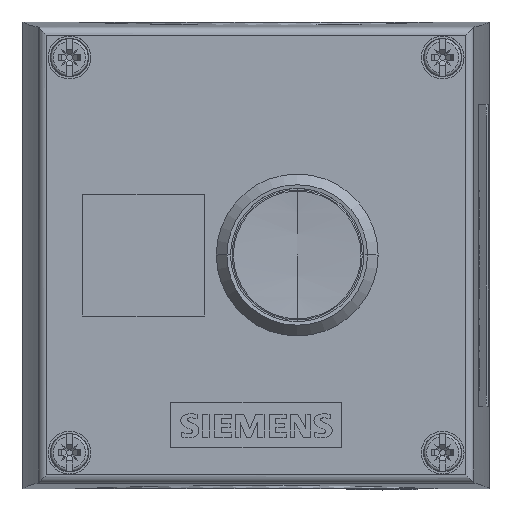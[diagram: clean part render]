
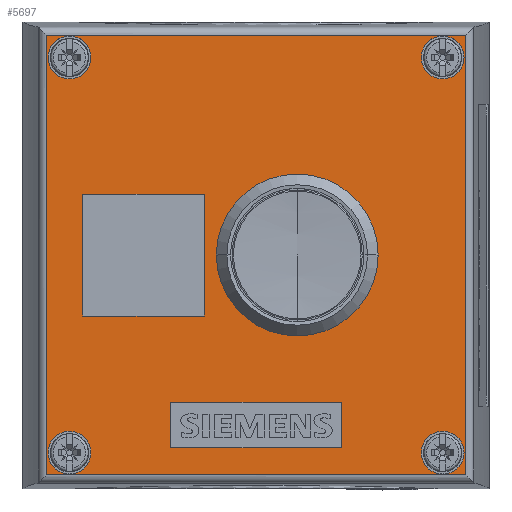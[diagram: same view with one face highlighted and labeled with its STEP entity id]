
A CAD part, top view. The second image highlights one B-rep face of the part: STEP entity #5697.
In plain terms, the highlighted planar face has unit normal (0, 0, 1).
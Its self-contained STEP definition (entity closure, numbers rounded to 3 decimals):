
#5697=ADVANCED_FACE('',(#12536,#12537,#12538,#12539,#12540,#12541,#12542,#12543),#12544,.T.);
#12536=FACE_OUTER_BOUND('',#20171,.T.);
#12537=FACE_BOUND('',#20172,.T.);
#12538=FACE_BOUND('',#20173,.T.);
#12539=FACE_BOUND('',#20174,.T.);
#12540=FACE_BOUND('',#20175,.T.);
#12541=FACE_BOUND('',#20176,.T.);
#12542=FACE_BOUND('',#20177,.T.);
#12543=FACE_BOUND('',#20178,.T.);
#12544=PLANE('',#20179);
#20171=EDGE_LOOP('',(#42736,#42737,#42738,#42739));
#20172=EDGE_LOOP('',(#42740,#42741));
#20173=EDGE_LOOP('',(#42742,#42743));
#20174=EDGE_LOOP('',(#42744,#42745));
#20175=EDGE_LOOP('',(#42746,#42747));
#20176=EDGE_LOOP('',(#42748,#42749,#42750,#42751));
#20177=EDGE_LOOP('',(#42752,#42753,#42754,#42755));
#20178=EDGE_LOOP('',(#42756,#42757));
#20179=AXIS2_PLACEMENT_3D('',#42758,#42759,#42760);
#42736=ORIENTED_EDGE('',*,*,#48617,.T.);
#42737=ORIENTED_EDGE('',*,*,#48613,.F.);
#42738=ORIENTED_EDGE('',*,*,#48620,.F.);
#42739=ORIENTED_EDGE('',*,*,#48621,.F.);
#42740=ORIENTED_EDGE('',*,*,#44886,.T.);
#42741=ORIENTED_EDGE('',*,*,#48171,.T.);
#42742=ORIENTED_EDGE('',*,*,#44881,.T.);
#42743=ORIENTED_EDGE('',*,*,#48175,.T.);
#42744=ORIENTED_EDGE('',*,*,#44876,.T.);
#42745=ORIENTED_EDGE('',*,*,#48179,.T.);
#42746=ORIENTED_EDGE('',*,*,#44871,.T.);
#42747=ORIENTED_EDGE('',*,*,#48183,.T.);
#42748=ORIENTED_EDGE('',*,*,#48564,.T.);
#42749=ORIENTED_EDGE('',*,*,#48573,.T.);
#42750=ORIENTED_EDGE('',*,*,#48570,.T.);
#42751=ORIENTED_EDGE('',*,*,#48567,.T.);
#42752=ORIENTED_EDGE('',*,*,#48599,.T.);
#42753=ORIENTED_EDGE('',*,*,#48607,.T.);
#42754=ORIENTED_EDGE('',*,*,#48605,.T.);
#42755=ORIENTED_EDGE('',*,*,#48602,.T.);
#42756=ORIENTED_EDGE('',*,*,#44866,.T.);
#42757=ORIENTED_EDGE('',*,*,#48609,.T.);
#42758=CARTESIAN_POINT('',(42.537,85.2,64.0));
#42759=DIRECTION('',(0.0,0.0,1.0));
#42760=DIRECTION('',(1.0,0.0,0.0));
#44866=EDGE_CURVE('',#49910,#49914,#49916,.T.);
#44871=EDGE_CURVE('',#49919,#49923,#49925,.T.);
#44876=EDGE_CURVE('',#49928,#49932,#49934,.T.);
#44881=EDGE_CURVE('',#49937,#49941,#49943,.T.);
#44886=EDGE_CURVE('',#49946,#49950,#49952,.T.);
#48171=EDGE_CURVE('',#49950,#49946,#54644,.T.);
#48175=EDGE_CURVE('',#49941,#49937,#54648,.T.);
#48179=EDGE_CURVE('',#49932,#49928,#54652,.T.);
#48183=EDGE_CURVE('',#49923,#49919,#54656,.T.);
#48564=EDGE_CURVE('',#55224,#55222,#55225,.T.);
#48567=EDGE_CURVE('',#55228,#55224,#55229,.T.);
#48570=EDGE_CURVE('',#55232,#55228,#55233,.T.);
#48573=EDGE_CURVE('',#55222,#55232,#55236,.T.);
#48599=EDGE_CURVE('',#55272,#55274,#55276,.T.);
#48602=EDGE_CURVE('',#55278,#55272,#55280,.T.);
#48605=EDGE_CURVE('',#55282,#55278,#55284,.T.);
#48607=EDGE_CURVE('',#55274,#55282,#55286,.T.);
#48609=EDGE_CURVE('',#49914,#49910,#55288,.T.);
#48613=EDGE_CURVE('',#55292,#55294,#55295,.T.);
#48617=EDGE_CURVE('',#55299,#55294,#55300,.T.);
#48620=EDGE_CURVE('',#55303,#55292,#55304,.T.);
#48621=EDGE_CURVE('',#55299,#55303,#55305,.T.);
#49910=VERTEX_POINT('',#58000);
#49914=VERTEX_POINT('',#58038);
#49916=CIRCLE('',#58041,11.25);
#49919=VERTEX_POINT('',#58044);
#49923=VERTEX_POINT('',#58049);
#49925=CIRCLE('',#58052,3.9);
#49928=VERTEX_POINT('',#58055);
#49932=VERTEX_POINT('',#58060);
#49934=CIRCLE('',#58063,3.9);
#49937=VERTEX_POINT('',#58066);
#49941=VERTEX_POINT('',#58071);
#49943=CIRCLE('',#58074,3.9);
#49946=VERTEX_POINT('',#58077);
#49950=VERTEX_POINT('',#58082);
#49952=CIRCLE('',#58085,3.9);
#54644=CIRCLE('',#65469,3.9);
#54648=CIRCLE('',#65473,3.9);
#54652=CIRCLE('',#65477,3.9);
#54656=CIRCLE('',#65481,3.9);
#55222=VERTEX_POINT('',#66256);
#55224=VERTEX_POINT('',#66259);
#55225=LINE('',#66260,#66261);
#55228=VERTEX_POINT('',#66265);
#55229=LINE('',#66266,#66267);
#55232=VERTEX_POINT('',#66271);
#55233=LINE('',#66272,#66273);
#55236=LINE('',#66277,#66278);
#55272=VERTEX_POINT('',#66328);
#55274=VERTEX_POINT('',#66331);
#55276=LINE('',#66334,#66335);
#55278=VERTEX_POINT('',#66337);
#55280=LINE('',#66340,#66341);
#55282=VERTEX_POINT('',#66343);
#55284=LINE('',#66346,#66347);
#55286=LINE('',#66349,#66350);
#55288=CIRCLE('',#66352,11.25);
#55292=VERTEX_POINT('',#66359);
#55294=VERTEX_POINT('',#66361);
#55295=LINE('',#66362,#66363);
#55299=VERTEX_POINT('',#66367);
#55300=LINE('',#66368,#66369);
#55303=VERTEX_POINT('',#66372);
#55304=LINE('',#66373,#66374);
#55305=LINE('',#66375,#66376);
#58000=CARTESIAN_POINT('',(61.288,42.7,64.0));
#58038=CARTESIAN_POINT('',(38.788,42.7,64.0));
#58041=AXIS2_PLACEMENT_3D('',#67474,#67475,#67476);
#58044=CARTESIAN_POINT('',(12.438,6.7,64.0));
#58049=CARTESIAN_POINT('',(4.638,6.7,64.0));
#58052=AXIS2_PLACEMENT_3D('',#67482,#67483,#67484);
#58055=CARTESIAN_POINT('',(12.438,78.7,64.0));
#58060=CARTESIAN_POINT('',(4.638,78.7,64.0));
#58063=AXIS2_PLACEMENT_3D('',#67490,#67491,#67492);
#58066=CARTESIAN_POINT('',(80.438,6.7,64.0));
#58071=CARTESIAN_POINT('',(72.638,6.7,64.0));
#58074=AXIS2_PLACEMENT_3D('',#67498,#67499,#67500);
#58077=CARTESIAN_POINT('',(80.438,78.7,64.0));
#58082=CARTESIAN_POINT('',(72.638,78.7,64.0));
#58085=AXIS2_PLACEMENT_3D('',#67506,#67507,#67508);
#65469=AXIS2_PLACEMENT_3D('',#70047,#70048,#70049);
#65473=AXIS2_PLACEMENT_3D('',#70053,#70054,#70055);
#65477=AXIS2_PLACEMENT_3D('',#70059,#70060,#70061);
#65481=AXIS2_PLACEMENT_3D('',#70065,#70066,#70067);
#66256=CARTESIAN_POINT('',(58.088,7.55,64.0));
#66259=CARTESIAN_POINT('',(58.088,15.85,64.0));
#66260=CARTESIAN_POINT('',(58.088,48.45,64.0));
#66261=VECTOR('',#70485,1.0);
#66265=CARTESIAN_POINT('',(26.988,15.85,64.0));
#66266=CARTESIAN_POINT('',(42.537,15.85,64.0));
#66267=VECTOR('',#70487,1.0);
#66271=CARTESIAN_POINT('',(26.988,7.55,64.0));
#66272=CARTESIAN_POINT('',(26.988,48.45,64.0));
#66273=VECTOR('',#70489,1.0);
#66277=CARTESIAN_POINT('',(42.537,7.55,64.0));
#66278=VECTOR('',#70491,1.0);
#66328=CARTESIAN_POINT('',(10.938,53.8,64.0));
#66331=CARTESIAN_POINT('',(33.138,53.8,64.0));
#66334=CARTESIAN_POINT('',(32.287,53.8,64.0));
#66335=VECTOR('',#70514,1.0);
#66337=CARTESIAN_POINT('',(10.938,31.6,64.0));
#66340=CARTESIAN_POINT('',(10.938,63.95,64.0));
#66341=VECTOR('',#70516,1.0);
#66343=CARTESIAN_POINT('',(33.138,31.6,64.0));
#66346=CARTESIAN_POINT('',(32.287,31.6,64.0));
#66347=VECTOR('',#70518,1.0);
#66349=CARTESIAN_POINT('',(33.138,63.95,64.0));
#66350=VECTOR('',#70519,1.0);
#66352=AXIS2_PLACEMENT_3D('',#70520,#70521,#70522);
#66359=CARTESIAN_POINT('',(80.714,2.656,64.0));
#66361=CARTESIAN_POINT('',(4.361,2.656,64.0));
#66362=CARTESIAN_POINT('',(42.537,2.656,64.0));
#66363=VECTOR('',#70526,1.0);
#66367=CARTESIAN_POINT('',(4.361,82.744,64.0));
#66368=CARTESIAN_POINT('',(4.361,85.2,64.0));
#66369=VECTOR('',#70530,1.0);
#66372=CARTESIAN_POINT('',(80.714,82.744,64.0));
#66373=CARTESIAN_POINT('',(80.714,85.2,64.0));
#66374=VECTOR('',#70534,1.0);
#66375=CARTESIAN_POINT('',(42.537,82.744,64.0));
#66376=VECTOR('',#70535,1.0);
#67474=CARTESIAN_POINT('',(50.038,42.7,64.0));
#67475=DIRECTION('',(0.0,0.0,-1.0));
#67476=DIRECTION('',(1.0,0.0,0.0));
#67482=CARTESIAN_POINT('',(8.538,6.7,64.0));
#67483=DIRECTION('',(0.0,0.0,-1.0));
#67484=DIRECTION('',(1.0,0.0,0.0));
#67490=CARTESIAN_POINT('',(8.538,78.7,64.0));
#67491=DIRECTION('',(0.0,0.0,-1.0));
#67492=DIRECTION('',(1.0,0.0,0.0));
#67498=CARTESIAN_POINT('',(76.538,6.7,64.0));
#67499=DIRECTION('',(0.0,0.0,-1.0));
#67500=DIRECTION('',(1.0,0.0,0.0));
#67506=CARTESIAN_POINT('',(76.538,78.7,64.0));
#67507=DIRECTION('',(0.0,0.0,-1.0));
#67508=DIRECTION('',(1.0,0.0,0.0));
#70047=CARTESIAN_POINT('',(76.538,78.7,64.0));
#70048=DIRECTION('',(0.0,0.0,-1.0));
#70049=DIRECTION('',(1.0,0.0,0.0));
#70053=CARTESIAN_POINT('',(76.538,6.7,64.0));
#70054=DIRECTION('',(0.0,0.0,-1.0));
#70055=DIRECTION('',(1.0,0.0,0.0));
#70059=CARTESIAN_POINT('',(8.538,78.7,64.0));
#70060=DIRECTION('',(0.0,0.0,-1.0));
#70061=DIRECTION('',(1.0,0.0,0.0));
#70065=CARTESIAN_POINT('',(8.538,6.7,64.0));
#70066=DIRECTION('',(0.0,0.0,-1.0));
#70067=DIRECTION('',(1.0,0.0,0.0));
#70485=DIRECTION('',(0.0,-1.0,0.0));
#70487=DIRECTION('',(1.0,0.0,0.0));
#70489=DIRECTION('',(0.0,1.0,0.0));
#70491=DIRECTION('',(-1.0,0.0,0.0));
#70514=DIRECTION('',(1.0,0.0,0.0));
#70516=DIRECTION('',(0.0,1.0,0.0));
#70518=DIRECTION('',(-1.0,0.0,0.0));
#70519=DIRECTION('',(0.0,-1.0,0.0));
#70520=CARTESIAN_POINT('',(50.038,42.7,64.0));
#70521=DIRECTION('',(0.0,0.0,-1.0));
#70522=DIRECTION('',(1.0,0.0,0.0));
#70526=DIRECTION('',(-1.0,0.0,0.0));
#70530=DIRECTION('',(0.0,-1.0,0.0));
#70534=DIRECTION('',(0.0,-1.0,0.0));
#70535=DIRECTION('',(1.0,0.0,0.0));
